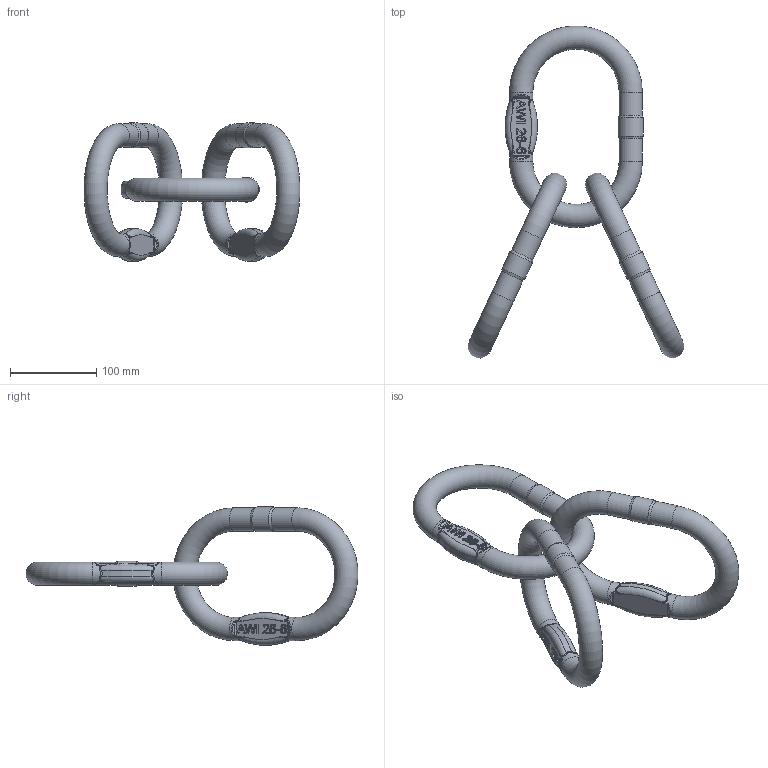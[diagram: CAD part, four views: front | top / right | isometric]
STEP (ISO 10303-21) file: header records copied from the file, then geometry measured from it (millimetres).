
FILE_DESCRIPTION(/* description */ (''),/* implementation_level */ '2;1');
FILE_NAME(/* name */ 'VAWI 13-6 Kundenmodell.stp',/* time_stamp */ '2015-10-19T16:27:28+02:00',/* author */ (''),/* organization */ (''),/* preprocessor_version */ 'ST-DEVELOPER v15',/* originating_system */ 'SIEMENS PLM Software NX 9.0',/* authorisation */ '');
FILE_SCHEMA (('AUTOMOTIVE_DESIGN { 1 0 10303 214 3 1 1 1 }'));
Length unit declared in the file: millimetre
Products named in the file (1): zer189C0F9Fgelp
Bounding box: 250.44 x 384.96 x 160.19 mm (x, y, z)
Volume: 977524.4 mm3; surface area: 146702 mm2
Topology: 3 solids, 3 shells, 387 faces, 957 edges, 576 vertices
Faces by surface type: plane 141, bspline 96, extrusion 69, cylinder 57, torus 18, cone 6
Full cylindrical faces by diameter (mm): 27 x12, 29.025 x3
Entity records: 15256 total; most frequent: CARTESIAN_POINT 7462, ORIENTED_EDGE 1788, DIRECTION 1178, EDGE_CURVE 894, VERTEX_POINT 564, B_SPLINE_CURVE_WITH_KNOTS 468, EDGE_LOOP 444, VECTOR 396
